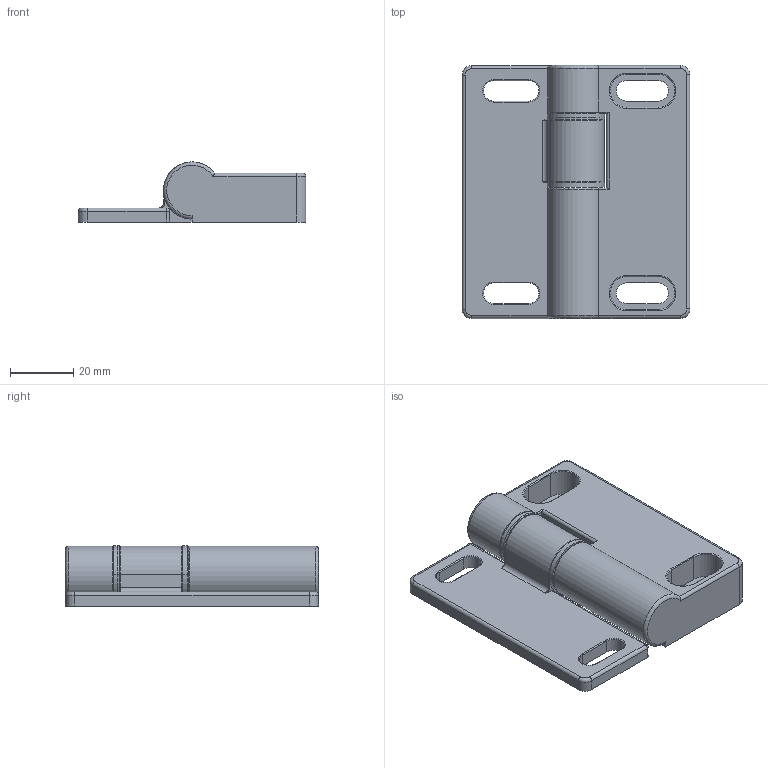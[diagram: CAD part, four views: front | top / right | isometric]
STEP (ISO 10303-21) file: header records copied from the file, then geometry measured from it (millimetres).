
FILE_DESCRIPTION((''),'2;1');
FILE_NAME('212870_ASM','2019-08-09T10:59:37',('pdmadmin'),('BANNER ENGINEERING'),'CREO PARAMETRIC BY PTC INC, 2018300','CREO PARAMETRIC BY PTC INC, 2018300','');
FILE_SCHEMA(('CONFIG_CONTROL_DESIGN'));
Length unit declared in the file: millimetre
Products named in the file (7): SI-HG80_HINGE_PIECE_1; SI-HG80_HINGE_PIECE_3; SI-HG80_HINGE_PIECE_4; SI-HG80_HINGE_PIECE_5; SI-HG80DQD_PIECE_2; SI-HG80A_ASM; 212870_ASM
Assembly tree (6 placements, depth 3):
  212870_ASM
    SI-HG80A_ASM
      SI-HG80_HINGE_PIECE_1
      SI-HG80_HINGE_PIECE_3
      SI-HG80_HINGE_PIECE_4
      SI-HG80_HINGE_PIECE_5
      SI-HG80DQD_PIECE_2
Bounding box: 72 x 80 x 19.05 mm (x, y, z)
Volume: 59836.2 mm3; surface area: 20289.1 mm2
Topology: 5 solids, 5 shells, 119 faces, 278 edges, 171 vertices
Faces by surface type: cylinder 53, plane 42, torus 20, sphere 4
Entity records: 3628 total; most frequent: DIRECTION 670, CARTESIAN_POINT 634, ORIENTED_EDGE 552, EDGE_CURVE 276, AXIS2_PLACEMENT_3D 265, VERTEX_POINT 171, VECTOR 140, LINE 140
